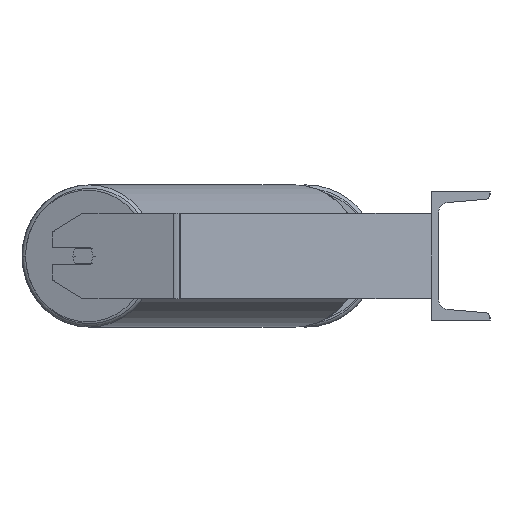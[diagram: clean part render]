
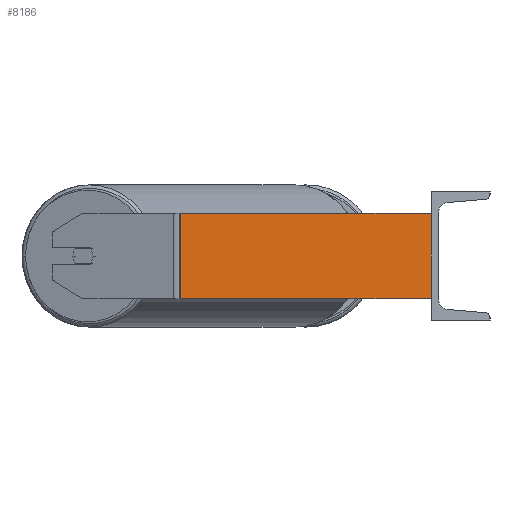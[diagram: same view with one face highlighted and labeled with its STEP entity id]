
A CAD part, left-side view. The second image highlights one B-rep face of the part: STEP entity #8186.
In plain terms, the highlighted planar face has unit normal (-0.996, -0.087, 0).
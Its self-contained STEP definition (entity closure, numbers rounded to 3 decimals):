
#333 = CARTESIAN_POINT ( 'NONE',  ( -905.493, 234.235, 40. ) ) ;
#371 = DIRECTION ( 'NONE',  ( 0.087, -0.996, 0. ) ) ;
#404 = ORIENTED_EDGE ( 'NONE', *, *, #1252, .T. ) ;
#520 = DIRECTION ( 'NONE',  ( 0., 0., -1. ) ) ;
#592 = VECTOR ( 'NONE', #2197, 1000. ) ;
#1252 = EDGE_CURVE ( 'NONE', #2253, #6154, #6085, .T. ) ;
#1501 = LINE ( 'NONE', #2866, #592 ) ;
#1622 = VECTOR ( 'NONE', #371, 1000. ) ;
#1741 = CARTESIAN_POINT ( 'NONE',  ( -905.493, 234.235, 40. ) ) ;
#1812 = CARTESIAN_POINT ( 'NONE',  ( -905.802, 237.769, -40. ) ) ;
#2197 = DIRECTION ( 'NONE',  ( 0.087, -0.996, 0. ) ) ;
#2253 = VERTEX_POINT ( 'NONE', #6181 ) ;
#2278 = VECTOR ( 'NONE', #520, 1000. ) ;
#2510 = ORIENTED_EDGE ( 'NONE', *, *, #5243, .T. ) ;
#2866 = CARTESIAN_POINT ( 'NONE',  ( -905.802, 237.769, 40. ) ) ;
#2940 = CARTESIAN_POINT ( 'NONE',  ( -905.802, 237.769, 40. ) ) ;
#3025 = PLANE ( 'NONE',  #7275 ) ;
#3363 = EDGE_CURVE ( 'NONE', #7482, #8949, #1501, .T. ) ;
#3431 = CARTESIAN_POINT ( 'NONE',  ( -885., 0., -40. ) ) ;
#3553 = VECTOR ( 'NONE', #5191, 1000. ) ;
#3671 = FACE_OUTER_BOUND ( 'NONE', #7442, .T. ) ;
#3869 = CARTESIAN_POINT ( 'NONE',  ( -885., 0., 40. ) ) ;
#4756 = ORIENTED_EDGE ( 'NONE', *, *, #3363, .F. ) ;
#5191 = DIRECTION ( 'NONE',  ( 0., 0., -1. ) ) ;
#5243 = EDGE_CURVE ( 'NONE', #7482, #2253, #7307, .T. ) ;
#5503 = LINE ( 'NONE', #8323, #2278 ) ;
#5768 = DIRECTION ( 'NONE',  ( 0.996, 0.087, 0. ) ) ;
#6041 = ORIENTED_EDGE ( 'NONE', *, *, #7880, .F. ) ;
#6085 = LINE ( 'NONE', #1812, #1622 ) ;
#6154 = VERTEX_POINT ( 'NONE', #3431 ) ;
#6181 = CARTESIAN_POINT ( 'NONE',  ( -905.493, 234.235, -40. ) ) ;
#7275 = AXIS2_PLACEMENT_3D ( 'NONE', #2940, #5768, #8590 ) ;
#7307 = LINE ( 'NONE', #1741, #3553 ) ;
#7442 = EDGE_LOOP ( 'NONE', ( #404, #6041, #4756, #2510 ) ) ;
#7482 = VERTEX_POINT ( 'NONE', #333 ) ;
#7880 = EDGE_CURVE ( 'NONE', #8949, #6154, #5503, .T. ) ;
#8186 = ADVANCED_FACE ( 'NONE', ( #3671 ), #3025, .F. ) ;
#8323 = CARTESIAN_POINT ( 'NONE',  ( -885., 0., 40. ) ) ;
#8590 = DIRECTION ( 'NONE',  ( -0.087, 0.996, 0. ) ) ;
#8949 = VERTEX_POINT ( 'NONE', #3869 ) ;
